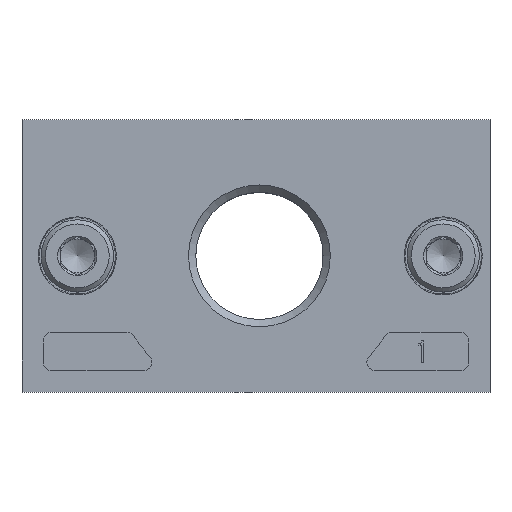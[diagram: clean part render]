
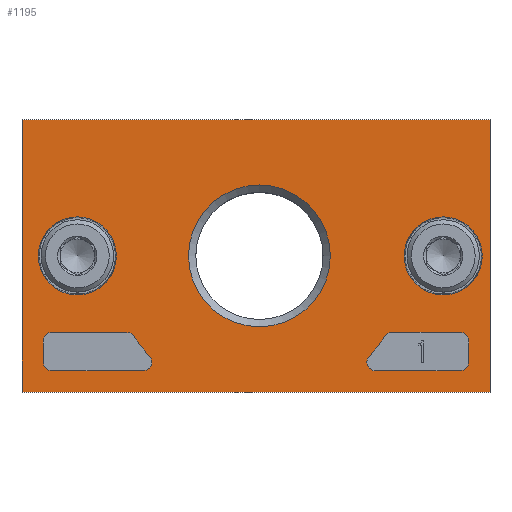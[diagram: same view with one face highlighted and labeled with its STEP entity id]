
A CAD part, top view. The second image highlights one B-rep face of the part: STEP entity #1195.
In plain terms, the highlighted face is planar.
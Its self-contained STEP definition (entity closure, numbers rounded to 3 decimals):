
#84=CIRCLE('',#1306,4.587);
#85=CIRCLE('',#1307,4.587);
#86=CIRCLE('',#1308,8.331);
#87=CIRCLE('',#1309,1.);
#88=CIRCLE('',#1310,1.);
#89=CIRCLE('',#1311,1.);
#90=CIRCLE('',#1312,17.5);
#91=CIRCLE('',#1313,1.);
#92=CIRCLE('',#1314,1.);
#93=CIRCLE('',#1315,17.5);
#94=CIRCLE('',#1316,1.);
#95=CIRCLE('',#1317,1.);
#96=CIRCLE('',#1318,1.);
#152=ORIENTED_EDGE('',*,*,#470,.F.);
#153=ORIENTED_EDGE('',*,*,#471,.F.);
#154=ORIENTED_EDGE('',*,*,#472,.F.);
#155=ORIENTED_EDGE('',*,*,#473,.F.);
#156=ORIENTED_EDGE('',*,*,#474,.T.);
#157=ORIENTED_EDGE('',*,*,#475,.T.);
#158=ORIENTED_EDGE('',*,*,#476,.T.);
#159=ORIENTED_EDGE('',*,*,#477,.T.);
#160=ORIENTED_EDGE('',*,*,#478,.T.);
#161=ORIENTED_EDGE('',*,*,#479,.T.);
#162=ORIENTED_EDGE('',*,*,#480,.T.);
#163=ORIENTED_EDGE('',*,*,#481,.T.);
#164=ORIENTED_EDGE('',*,*,#482,.F.);
#165=ORIENTED_EDGE('',*,*,#483,.T.);
#166=ORIENTED_EDGE('',*,*,#484,.T.);
#167=ORIENTED_EDGE('',*,*,#485,.T.);
#168=ORIENTED_EDGE('',*,*,#486,.F.);
#169=ORIENTED_EDGE('',*,*,#487,.T.);
#170=ORIENTED_EDGE('',*,*,#488,.T.);
#171=ORIENTED_EDGE('',*,*,#489,.T.);
#172=ORIENTED_EDGE('',*,*,#490,.T.);
#173=ORIENTED_EDGE('',*,*,#491,.T.);
#174=ORIENTED_EDGE('',*,*,#492,.T.);
#470=EDGE_CURVE('',#629,#630,#742,.T.);
#471=EDGE_CURVE('',#631,#629,#743,.T.);
#472=EDGE_CURVE('',#632,#631,#744,.T.);
#473=EDGE_CURVE('',#630,#632,#745,.T.);
#474=EDGE_CURVE('',#633,#633,#84,.T.);
#475=EDGE_CURVE('',#634,#634,#85,.T.);
#476=EDGE_CURVE('',#635,#635,#86,.T.);
#477=EDGE_CURVE('',#636,#637,#87,.T.);
#478=EDGE_CURVE('',#637,#638,#746,.T.);
#479=EDGE_CURVE('',#638,#639,#88,.T.);
#480=EDGE_CURVE('',#639,#640,#747,.T.);
#481=EDGE_CURVE('',#640,#641,#89,.T.);
#482=EDGE_CURVE('',#642,#641,#90,.T.);
#483=EDGE_CURVE('',#642,#643,#91,.T.);
#484=EDGE_CURVE('',#643,#636,#748,.T.);
#485=EDGE_CURVE('',#644,#645,#92,.T.);
#486=EDGE_CURVE('',#646,#645,#93,.T.);
#487=EDGE_CURVE('',#646,#647,#94,.T.);
#488=EDGE_CURVE('',#647,#648,#749,.T.);
#489=EDGE_CURVE('',#648,#649,#95,.T.);
#490=EDGE_CURVE('',#649,#650,#750,.T.);
#491=EDGE_CURVE('',#650,#651,#96,.T.);
#492=EDGE_CURVE('',#651,#644,#751,.T.);
#629=VERTEX_POINT('',#1857);
#630=VERTEX_POINT('',#1858);
#631=VERTEX_POINT('',#1860);
#632=VERTEX_POINT('',#1862);
#633=VERTEX_POINT('',#1865);
#634=VERTEX_POINT('',#1867);
#635=VERTEX_POINT('',#1869);
#636=VERTEX_POINT('',#1871);
#637=VERTEX_POINT('',#1872);
#638=VERTEX_POINT('',#1874);
#639=VERTEX_POINT('',#1876);
#640=VERTEX_POINT('',#1878);
#641=VERTEX_POINT('',#1880);
#642=VERTEX_POINT('',#1882);
#643=VERTEX_POINT('',#1884);
#644=VERTEX_POINT('',#1887);
#645=VERTEX_POINT('',#1888);
#646=VERTEX_POINT('',#1890);
#647=VERTEX_POINT('',#1892);
#648=VERTEX_POINT('',#1894);
#649=VERTEX_POINT('',#1896);
#650=VERTEX_POINT('',#1898);
#651=VERTEX_POINT('',#1900);
#742=LINE('',#1856,#827);
#743=LINE('',#1859,#828);
#744=LINE('',#1861,#829);
#745=LINE('',#1863,#830);
#746=LINE('',#1873,#831);
#747=LINE('',#1877,#832);
#748=LINE('',#1885,#833);
#749=LINE('',#1893,#834);
#750=LINE('',#1897,#835);
#751=LINE('',#1901,#836);
#827=VECTOR('',#1463,1000.);
#828=VECTOR('',#1464,1000.);
#829=VECTOR('',#1465,1000.);
#830=VECTOR('',#1466,1000.);
#831=VECTOR('',#1475,1000.);
#832=VECTOR('',#1478,1000.);
#833=VECTOR('',#1485,1000.);
#834=VECTOR('',#1492,1000.);
#835=VECTOR('',#1495,1000.);
#836=VECTOR('',#1498,1000.);
#912=EDGE_LOOP('',(#152,#153,#154,#155));
#913=EDGE_LOOP('',(#156));
#914=EDGE_LOOP('',(#157));
#915=EDGE_LOOP('',(#158));
#916=EDGE_LOOP('',(#159,#160,#161,#162,#163,#164,#165,#166));
#917=EDGE_LOOP('',(#167,#168,#169,#170,#171,#172,#173,#174));
#1031=FACE_BOUND('',#912,.T.);
#1032=FACE_BOUND('',#913,.T.);
#1033=FACE_BOUND('',#914,.T.);
#1034=FACE_BOUND('',#915,.T.);
#1035=FACE_BOUND('',#916,.T.);
#1036=FACE_BOUND('',#917,.T.);
#1153=PLANE('',#1305);
#1195=ADVANCED_FACE('',(#1031,#1032,#1033,#1034,#1035,#1036),#1153,.F.);
#1305=AXIS2_PLACEMENT_3D('',#1855,#1461,#1462);
#1306=AXIS2_PLACEMENT_3D('',#1864,#1467,#1468);
#1307=AXIS2_PLACEMENT_3D('',#1866,#1469,#1470);
#1308=AXIS2_PLACEMENT_3D('',#1868,#1471,#1472);
#1309=AXIS2_PLACEMENT_3D('',#1870,#1473,#1474);
#1310=AXIS2_PLACEMENT_3D('',#1875,#1476,#1477);
#1311=AXIS2_PLACEMENT_3D('',#1879,#1479,#1480);
#1312=AXIS2_PLACEMENT_3D('',#1881,#1481,#1482);
#1313=AXIS2_PLACEMENT_3D('',#1883,#1483,#1484);
#1314=AXIS2_PLACEMENT_3D('',#1886,#1486,#1487);
#1315=AXIS2_PLACEMENT_3D('',#1889,#1488,#1489);
#1316=AXIS2_PLACEMENT_3D('',#1891,#1490,#1491);
#1317=AXIS2_PLACEMENT_3D('',#1895,#1493,#1494);
#1318=AXIS2_PLACEMENT_3D('',#1899,#1496,#1497);
#1461=DIRECTION('',(0.,0.,1.));
#1462=DIRECTION('',(1.,0.,0.));
#1463=DIRECTION('',(0.,-1.,0.));
#1464=DIRECTION('',(-1.,0.,0.));
#1465=DIRECTION('',(0.,1.,0.));
#1466=DIRECTION('',(1.,0.,0.));
#1467=DIRECTION('',(0.,0.,1.));
#1468=DIRECTION('',(1.,0.,0.));
#1469=DIRECTION('',(0.,0.,1.));
#1470=DIRECTION('',(1.,0.,0.));
#1471=DIRECTION('',(0.,0.,1.));
#1472=DIRECTION('',(1.,0.,0.));
#1473=DIRECTION('',(0.,0.,1.));
#1474=DIRECTION('',(1.,0.,0.));
#1475=DIRECTION('',(0.,-1.,0.));
#1476=DIRECTION('',(0.,0.,1.));
#1477=DIRECTION('',(1.,0.,0.));
#1478=DIRECTION('',(1.,0.,0.));
#1479=DIRECTION('',(0.,0.,1.));
#1480=DIRECTION('',(1.,0.,0.));
#1481=DIRECTION('',(0.,0.,1.));
#1482=DIRECTION('',(1.,0.,0.));
#1483=DIRECTION('',(0.,0.,1.));
#1484=DIRECTION('',(1.,0.,0.));
#1485=DIRECTION('',(-1.,0.,0.));
#1486=DIRECTION('',(0.,0.,1.));
#1487=DIRECTION('',(1.,0.,0.));
#1488=DIRECTION('',(0.,0.,1.));
#1489=DIRECTION('',(1.,0.,0.));
#1490=DIRECTION('',(0.,0.,1.));
#1491=DIRECTION('',(1.,0.,0.));
#1492=DIRECTION('',(1.,0.,0.));
#1493=DIRECTION('',(0.,0.,1.));
#1494=DIRECTION('',(1.,0.,0.));
#1495=DIRECTION('',(0.,1.,0.));
#1496=DIRECTION('',(0.,0.,1.));
#1497=DIRECTION('',(1.,0.,0.));
#1498=DIRECTION('',(-1.,0.,0.));
#1855=CARTESIAN_POINT('',(0.,0.,-7.5));
#1856=CARTESIAN_POINT('',(-27.5,16.,-7.5));
#1857=CARTESIAN_POINT('',(-27.5,16.,-7.5));
#1858=CARTESIAN_POINT('',(-27.5,-16.,-7.5));
#1859=CARTESIAN_POINT('',(27.5,16.,-7.5));
#1860=CARTESIAN_POINT('',(27.5,16.,-7.5));
#1861=CARTESIAN_POINT('',(27.5,-16.,-7.5));
#1862=CARTESIAN_POINT('',(27.5,-16.,-7.5));
#1863=CARTESIAN_POINT('',(-27.5,-16.,-7.5));
#1864=CARTESIAN_POINT('',(21.,0.,-7.5));
#1865=CARTESIAN_POINT('',(25.587,0.,-7.5));
#1866=CARTESIAN_POINT('',(-22.,0.,-7.5));
#1867=CARTESIAN_POINT('',(-17.413,0.,-7.5));
#1868=CARTESIAN_POINT('',(-0.4,0.,-7.5));
#1869=CARTESIAN_POINT('',(7.931,0.,-7.5));
#1870=CARTESIAN_POINT('',(-24.,-10.,-7.5));
#1871=CARTESIAN_POINT('',(-24.,-9.,-7.5));
#1872=CARTESIAN_POINT('',(-25.,-10.,-7.5));
#1873=CARTESIAN_POINT('',(-25.,-10.,-7.5));
#1874=CARTESIAN_POINT('',(-25.,-12.5,-7.5));
#1875=CARTESIAN_POINT('',(-24.,-12.5,-7.5));
#1876=CARTESIAN_POINT('',(-24.,-13.5,-7.5));
#1877=CARTESIAN_POINT('',(-24.,-13.5,-7.5));
#1878=CARTESIAN_POINT('',(-14.038,-13.5,-7.5));
#1879=CARTESIAN_POINT('',(-14.038,-12.5,-7.5));
#1880=CARTESIAN_POINT('',(-13.301,-11.824,-7.5));
#1881=CARTESIAN_POINT('',(-0.4,0.,-7.5));
#1882=CARTESIAN_POINT('',(-15.123,-9.459,-7.5));
#1883=CARTESIAN_POINT('',(-15.964,-10.,-7.5));
#1884=CARTESIAN_POINT('',(-15.964,-9.,-7.5));
#1885=CARTESIAN_POINT('',(-15.964,-9.,-7.5));
#1886=CARTESIAN_POINT('',(15.164,-10.,-7.5));
#1887=CARTESIAN_POINT('',(15.164,-9.,-7.5));
#1888=CARTESIAN_POINT('',(14.323,-9.459,-7.5));
#1889=CARTESIAN_POINT('',(-0.4,0.,-7.5));
#1890=CARTESIAN_POINT('',(12.501,-11.824,-7.5));
#1891=CARTESIAN_POINT('',(13.238,-12.5,-7.5));
#1892=CARTESIAN_POINT('',(13.238,-13.5,-7.5));
#1893=CARTESIAN_POINT('',(13.238,-13.5,-7.5));
#1894=CARTESIAN_POINT('',(24.,-13.5,-7.5));
#1895=CARTESIAN_POINT('',(24.,-12.5,-7.5));
#1896=CARTESIAN_POINT('',(25.,-12.5,-7.5));
#1897=CARTESIAN_POINT('',(25.,-12.5,-7.5));
#1898=CARTESIAN_POINT('',(25.,-10.,-7.5));
#1899=CARTESIAN_POINT('',(24.,-10.,-7.5));
#1900=CARTESIAN_POINT('',(24.,-9.,-7.5));
#1901=CARTESIAN_POINT('',(24.,-9.,-7.5));
